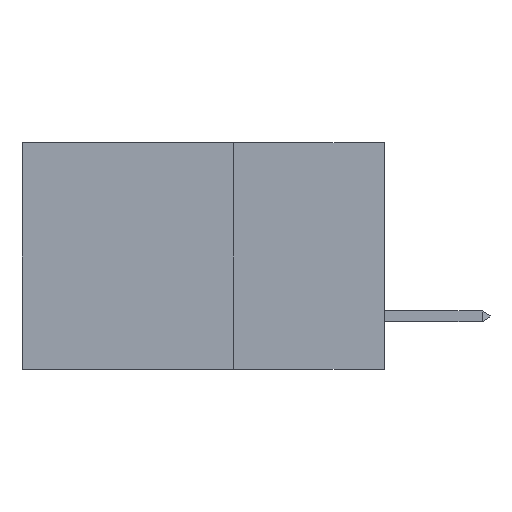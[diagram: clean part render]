
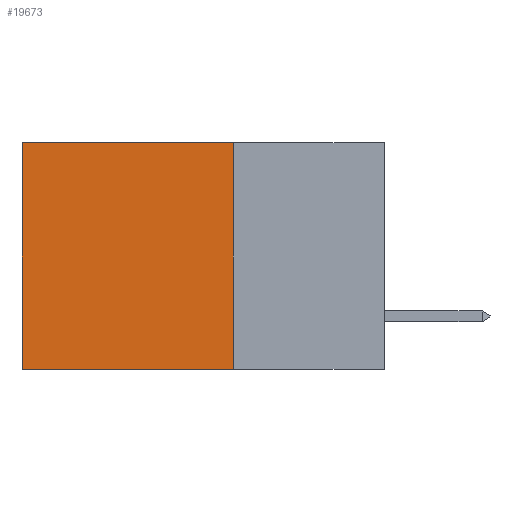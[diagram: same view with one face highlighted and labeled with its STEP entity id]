
A CAD part, left-side view. The second image highlights one B-rep face of the part: STEP entity #19673.
In plain terms, the highlighted planar face has unit normal (-1, 0, 0).
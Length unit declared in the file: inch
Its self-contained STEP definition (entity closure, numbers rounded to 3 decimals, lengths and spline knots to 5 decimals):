
#31 = DIRECTION ( 'NONE',  ( 0., 0., -1. ) ) ;
#352 = DIRECTION ( 'NONE',  ( 0., 1., 0. ) ) ;
#625 = ORIENTED_EDGE ( 'NONE', *, *, #16823, .F. ) ;
#783 = DIRECTION ( 'NONE',  ( 0., 0., -1. ) ) ;
#2512 = EDGE_CURVE ( 'NONE', #2837, #16902, #13215, .T. ) ;
#2666 = CARTESIAN_POINT ( 'NONE',  ( 0.2875, 0.25, -0.375 ) ) ;
#2837 = VERTEX_POINT ( 'NONE', #18103 ) ;
#3648 = CARTESIAN_POINT ( 'NONE',  ( 0.2875, 0.25, 0. ) ) ;
#3714 = VERTEX_POINT ( 'NONE', #11164 ) ;
#4335 = LINE ( 'NONE', #19959, #11171 ) ;
#4550 = DIRECTION ( 'NONE',  ( 0., 1., 0. ) ) ;
#5392 = EDGE_CURVE ( 'NONE', #14186, #2837, #10702, .T. ) ;
#6604 = VECTOR ( 'NONE', #31, 39.37008 ) ;
#7311 = PLANE ( 'NONE',  #9737 ) ;
#9737 = AXIS2_PLACEMENT_3D ( 'NONE', #2666, #20363, #13986 ) ;
#10702 = LINE ( 'NONE', #3648, #18543 ) ;
#10782 = ORIENTED_EDGE ( 'NONE', *, *, #2512, .T. ) ;
#11164 = CARTESIAN_POINT ( 'NONE',  ( 0.2875, 0.25, -0.375 ) ) ;
#11171 = VECTOR ( 'NONE', #783, 39.37008 ) ;
#13215 = LINE ( 'NONE', #17629, #6604 ) ;
#13563 = EDGE_CURVE ( 'NONE', #3714, #16902, #19217, .T. ) ;
#13856 = CARTESIAN_POINT ( 'NONE',  ( 0.2875, 0.6, -0.375 ) ) ;
#13986 = DIRECTION ( 'NONE',  ( 0., 0., -1. ) ) ;
#14186 = VERTEX_POINT ( 'NONE', #18070 ) ;
#14360 = EDGE_LOOP ( 'NONE', ( #10782, #14558, #625, #15786 ) ) ;
#14558 = ORIENTED_EDGE ( 'NONE', *, *, #13563, .F. ) ;
#15786 = ORIENTED_EDGE ( 'NONE', *, *, #5392, .T. ) ;
#15905 = VECTOR ( 'NONE', #4550, 39.37008 ) ;
#16823 = EDGE_CURVE ( 'NONE', #14186, #3714, #4335, .T. ) ;
#16902 = VERTEX_POINT ( 'NONE', #13856 ) ;
#17629 = CARTESIAN_POINT ( 'NONE',  ( 0.2875, 0.6, -0.375 ) ) ;
#18070 = CARTESIAN_POINT ( 'NONE',  ( 0.2875, 0.25, 0. ) ) ;
#18103 = CARTESIAN_POINT ( 'NONE',  ( 0.2875, 0.6, 0. ) ) ;
#18543 = VECTOR ( 'NONE', #352, 39.37008 ) ;
#19217 = LINE ( 'NONE', #20717, #15905 ) ;
#19673 = ADVANCED_FACE ( 'NONE', ( #20585 ), #7311, .F. ) ;
#19959 = CARTESIAN_POINT ( 'NONE',  ( 0.2875, 0.25, -0.375 ) ) ;
#20363 = DIRECTION ( 'NONE',  ( 1., 0., 0. ) ) ;
#20585 = FACE_OUTER_BOUND ( 'NONE', #14360, .T. ) ;
#20717 = CARTESIAN_POINT ( 'NONE',  ( 0.2875, 0.25, -0.375 ) ) ;
